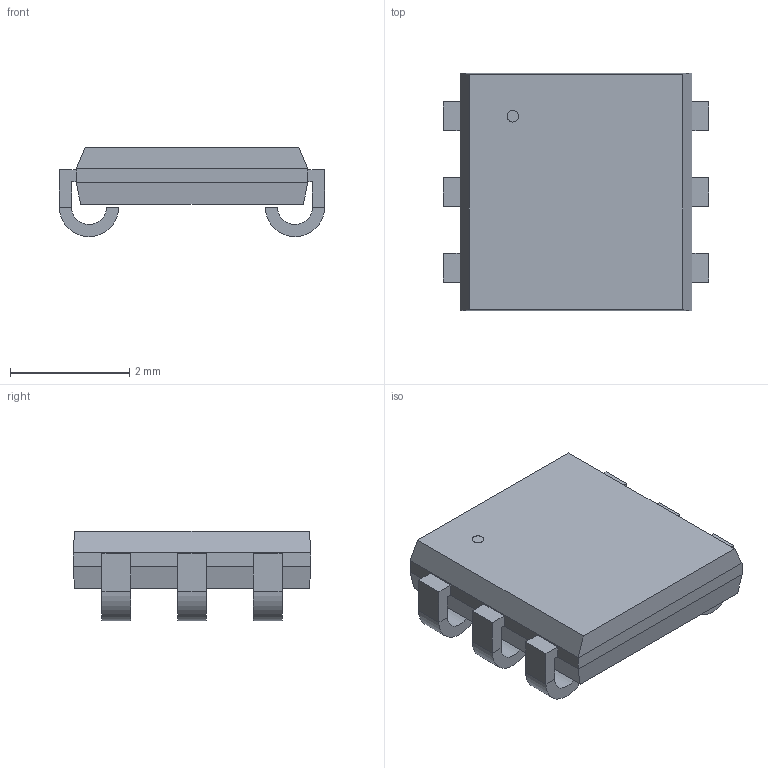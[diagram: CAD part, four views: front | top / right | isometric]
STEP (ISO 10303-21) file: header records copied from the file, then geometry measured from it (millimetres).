
FILE_DESCRIPTION(('STEP AP214'),'1');
FILE_NAME('21-0382_D61_MXM','2024-01-25T06:25:46',(''),(''),'','','');
FILE_SCHEMA(('AUTOMOTIVE_DESIGN'));
Length unit declared in the file: millimetre
Products named in the file (1): product
Bounding box: 4.45 x 3.99 x 1.5 mm (x, y, z)
Volume: 15.5 mm3; surface area: 61.1 mm2
Topology: 8 solids, 8 shells, 89 faces, 187 edges, 114 vertices
Faces by surface type: plane 76, cylinder 13
Full cylindrical faces by diameter (mm): 0.194 x1
Entity records: 2381 total; most frequent: DIRECTION 394, ORIENTED_EDGE 372, CARTESIAN_POINT 219, EDGE_CURVE 186, LINE 160, VECTOR 160, AXIS2_PLACEMENT_3D 117, VERTEX_POINT 114
